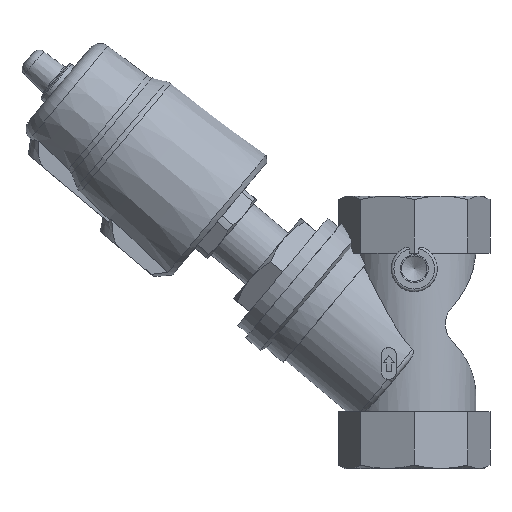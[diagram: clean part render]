
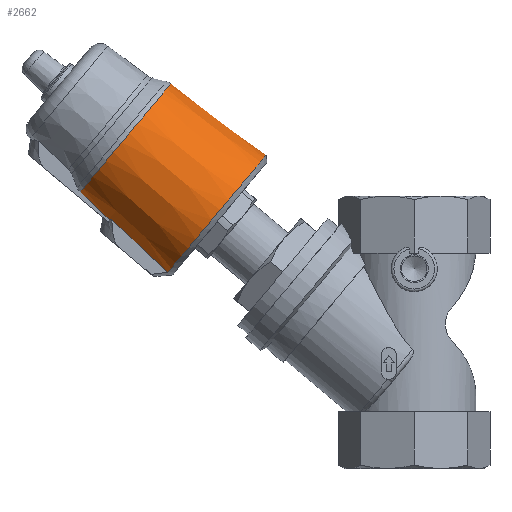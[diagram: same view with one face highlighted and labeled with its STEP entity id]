
A CAD part, left-side view. The second image highlights one B-rep face of the part: STEP entity #2662.
In plain terms, the highlighted conical face has half-angle 3 degrees and reference radius 28.445 mm.
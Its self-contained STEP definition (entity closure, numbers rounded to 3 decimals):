
#49=CONICAL_SURFACE('',#2960,28.445,0.052);
#529=B_SPLINE_CURVE_WITH_KNOTS('',3,(#4540,#4541,#4542,#4543,#4544,#4545,
#4546,#4547,#4548,#4549,#4550,#4551,#4552,#4553,#4554,#4555,#4556,#4557,
#4558,#4559,#4560,#4561,#4562,#4563,#4564,#4565,#4566,#4567,#4568,#4569,
#4570,#4571,#4572,#4573,#4574,#4575,#4576,#4577,#4578,#4579,#4580,#4581,
#4582),.UNSPECIFIED.,.F.,.F.,(4,1,1,1,1,1,1,1,1,1,1,1,1,1,1,1,1,1,1,1,1,
1,1,1,1,1,1,1,1,1,1,1,1,1,1,1,1,1,1,1,4),(0.107,0.112,
0.115,0.118,0.123,0.126,
0.129,0.131,0.134,0.137,
0.14,0.142,0.145,0.15,
0.153,0.156,0.161,0.164,
0.167,0.172,0.177,0.183,
0.188,0.194,0.199,0.205,
0.21,0.215,0.221,0.226,
0.232,0.237,0.243,0.248,
0.253,0.259,0.264,0.267,
0.27,0.275,0.28),.UNSPECIFIED.);
#543=B_SPLINE_CURVE_WITH_KNOTS('',3,(#4720,#4721,#4722,#4723),
 .UNSPECIFIED.,.F.,.F.,(4,4),(0.057,0.073),
 .UNSPECIFIED.);
#546=B_SPLINE_CURVE_WITH_KNOTS('',3,(#4737,#4738,#4739,#4740),
 .UNSPECIFIED.,.F.,.F.,(4,4),(0.057,0.073),
 .UNSPECIFIED.);
#548=B_SPLINE_CURVE_WITH_KNOTS('',3,(#4747,#4748,#4749,#4750),
 .UNSPECIFIED.,.F.,.F.,(4,4),(0.,0.002),
 .UNSPECIFIED.);
#551=B_SPLINE_CURVE_WITH_KNOTS('',3,(#4770,#4771,#4772,#4773),
 .UNSPECIFIED.,.F.,.F.,(4,4),(0.02,0.022),
 .UNSPECIFIED.);
#552=B_SPLINE_CURVE_WITH_KNOTS('',3,(#4780,#4781,#4782,#4783),
 .UNSPECIFIED.,.F.,.F.,(4,4),(0.001,0.031),
 .UNSPECIFIED.);
#553=B_SPLINE_CURVE_WITH_KNOTS('',3,(#4785,#4786,#4787,#4788),
 .UNSPECIFIED.,.F.,.F.,(4,4),(0.001,0.031),
 .UNSPECIFIED.);
#929=ORIENTED_EDGE('',*,*,#1615,.T.);
#930=ORIENTED_EDGE('',*,*,#1564,.T.);
#931=ORIENTED_EDGE('',*,*,#1616,.F.);
#932=ORIENTED_EDGE('',*,*,#1607,.T.);
#933=ORIENTED_EDGE('',*,*,#1605,.F.);
#934=ORIENTED_EDGE('',*,*,#1603,.T.);
#935=ORIENTED_EDGE('',*,*,#1601,.T.);
#936=ORIENTED_EDGE('',*,*,#1611,.T.);
#1564=EDGE_CURVE('',#1914,#1913,#529,.T.);
#1601=EDGE_CURVE('',#1943,#1942,#543,.T.);
#1603=EDGE_CURVE('',#1944,#1943,#2123,.T.);
#1605=EDGE_CURVE('',#1944,#1945,#546,.T.);
#1607=EDGE_CURVE('',#1946,#1945,#548,.T.);
#1611=EDGE_CURVE('',#1942,#1949,#551,.T.);
#1615=EDGE_CURVE('',#1949,#1914,#552,.T.);
#1616=EDGE_CURVE('',#1946,#1913,#553,.T.);
#1913=VERTEX_POINT('',#4539);
#1914=VERTEX_POINT('',#4583);
#1942=VERTEX_POINT('',#4719);
#1943=VERTEX_POINT('',#4724);
#1944=VERTEX_POINT('',#4731);
#1945=VERTEX_POINT('',#4741);
#1946=VERTEX_POINT('',#4751);
#1949=VERTEX_POINT('',#4769);
#2123=CIRCLE('',#2952,28.445);
#2235=EDGE_LOOP('',(#929,#930,#931,#932,#933,#934,#935,#936));
#2445=FACE_BOUND('',#2235,.T.);
#2662=ADVANCED_FACE('',(#2445),#49,.T.);
#2952=AXIS2_PLACEMENT_3D('',#4730,#3480,#3481);
#2960=AXIS2_PLACEMENT_3D('',#4789,#3498,#3499);
#3480=DIRECTION('',(0.643,-0.766,0.));
#3481=DIRECTION('',(0.766,0.643,0.));
#3498=DIRECTION('',(0.643,-0.766,0.));
#3499=DIRECTION('',(0.766,0.643,0.));
#4539=CARTESIAN_POINT('',(-77.064,96.817,10.));
#4540=CARTESIAN_POINT('',(-77.064,96.817,-10.));
#4541=CARTESIAN_POINT('',(-77.511,96.442,-11.705));
#4542=CARTESIAN_POINT('',(-78.349,95.738,-14.182));
#4543=CARTESIAN_POINT('',(-79.812,94.51,-17.301));
#4544=CARTESIAN_POINT('',(-81.455,93.132,-20.196));
#4545=CARTESIAN_POINT('',(-83.382,91.515,-22.802));
#4546=CARTESIAN_POINT('',(-85.574,89.675,-25.07));
#4547=CARTESIAN_POINT('',(-87.303,88.225,-26.554));
#4548=CARTESIAN_POINT('',(-89.123,86.697,-27.838));
#4549=CARTESIAN_POINT('',(-91.046,85.084,-28.92));
#4550=CARTESIAN_POINT('',(-93.031,83.418,-29.774));
#4551=CARTESIAN_POINT('',(-95.045,81.728,-30.391));
#4552=CARTESIAN_POINT('',(-97.094,80.009,-30.779));
#4553=CARTESIAN_POINT('',(-99.889,77.663,-30.982));
#4554=CARTESIAN_POINT('',(-102.651,75.345,-30.702));
#4555=CARTESIAN_POINT('',(-105.353,73.077,-29.959));
#4556=CARTESIAN_POINT('',(-108.035,70.827,-28.891));
#4557=CARTESIAN_POINT('',(-110.547,68.719,-27.392));
#4558=CARTESIAN_POINT('',(-112.893,66.75,-25.477));
#4559=CARTESIAN_POINT('',(-115.13,64.874,-23.268));
#4560=CARTESIAN_POINT('',(-117.577,62.82,-20.112));
#4561=CARTESIAN_POINT('',(-120.011,60.777,-15.623));
#4562=CARTESIAN_POINT('',(-121.773,59.299,-10.737));
#4563=CARTESIAN_POINT('',(-122.875,58.374,-5.442));
#4564=CARTESIAN_POINT('',(-123.241,58.067,0.007));
#4565=CARTESIAN_POINT('',(-122.876,58.374,5.433));
#4566=CARTESIAN_POINT('',(-121.774,59.298,10.733));
#4567=CARTESIAN_POINT('',(-120.013,60.776,15.619));
#4568=CARTESIAN_POINT('',(-117.58,62.818,20.108));
#4569=CARTESIAN_POINT('',(-114.64,65.285,23.901));
#4570=CARTESIAN_POINT('',(-111.17,68.196,27.024));
#4571=CARTESIAN_POINT('',(-107.411,71.351,29.263));
#4572=CARTESIAN_POINT('',(-103.329,74.776,30.637));
#4573=CARTESIAN_POINT('',(-99.208,78.234,31.05));
#4574=CARTESIAN_POINT('',(-95.016,81.752,30.507));
#4575=CARTESIAN_POINT('',(-91.035,85.093,29.042));
#4576=CARTESIAN_POINT('',(-87.244,88.274,26.649));
#4577=CARTESIAN_POINT('',(-84.455,90.614,24.015));
#4578=CARTESIAN_POINT('',(-82.417,92.324,21.499));
#4579=CARTESIAN_POINT('',(-80.587,93.86,18.798));
#4580=CARTESIAN_POINT('',(-78.646,95.489,15.048));
#4581=CARTESIAN_POINT('',(-77.51,96.442,11.704));
#4582=CARTESIAN_POINT('',(-77.064,96.817,10.));
#4583=CARTESIAN_POINT('',(-77.064,96.817,-10.));
#4719=CARTESIAN_POINT('',(-98.029,119.887,-8.5));
#4720=CARTESIAN_POINT('',(-108.675,131.247,-8.5));
#4721=CARTESIAN_POINT('',(-105.126,127.461,-8.5));
#4722=CARTESIAN_POINT('',(-101.577,123.674,-8.5));
#4723=CARTESIAN_POINT('',(-98.029,119.887,-8.5));
#4724=CARTESIAN_POINT('',(-108.675,131.247,-8.5));
#4730=CARTESIAN_POINT('',(-129.47,113.798,0.));
#4731=CARTESIAN_POINT('',(-108.675,131.247,8.5));
#4737=CARTESIAN_POINT('',(-108.675,131.247,8.5));
#4738=CARTESIAN_POINT('',(-105.126,127.461,8.5));
#4739=CARTESIAN_POINT('',(-101.577,123.674,8.5));
#4740=CARTESIAN_POINT('',(-98.029,119.887,8.5));
#4741=CARTESIAN_POINT('',(-98.029,119.887,8.5));
#4747=CARTESIAN_POINT('',(-97.692,118.799,10.));
#4748=CARTESIAN_POINT('',(-97.821,119.19,9.52));
#4749=CARTESIAN_POINT('',(-97.932,119.552,9.02));
#4750=CARTESIAN_POINT('',(-98.029,119.887,8.5));
#4751=CARTESIAN_POINT('',(-97.692,118.799,10.));
#4769=CARTESIAN_POINT('',(-97.692,118.799,-10.));
#4770=CARTESIAN_POINT('',(-98.029,119.887,-8.5));
#4771=CARTESIAN_POINT('',(-97.931,119.551,-9.022));
#4772=CARTESIAN_POINT('',(-97.82,119.188,-9.523));
#4773=CARTESIAN_POINT('',(-97.692,118.799,-10.));
#4780=CARTESIAN_POINT('',(-97.692,118.799,-10.));
#4781=CARTESIAN_POINT('',(-90.815,111.473,-10.));
#4782=CARTESIAN_POINT('',(-83.939,104.145,-10.));
#4783=CARTESIAN_POINT('',(-77.064,96.817,-10.));
#4785=CARTESIAN_POINT('',(-97.692,118.799,10.));
#4786=CARTESIAN_POINT('',(-90.815,111.473,10.));
#4787=CARTESIAN_POINT('',(-83.939,104.145,10.));
#4788=CARTESIAN_POINT('',(-77.064,96.817,10.));
#4789=CARTESIAN_POINT('',(-129.47,113.798,0.));
